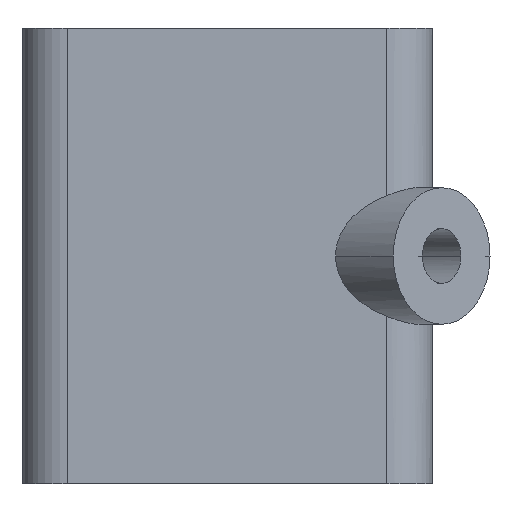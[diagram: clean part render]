
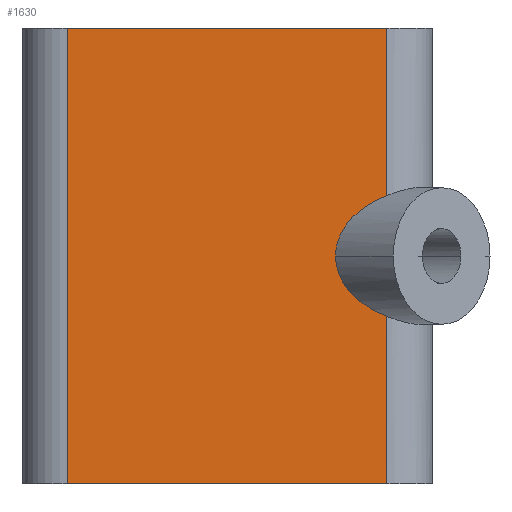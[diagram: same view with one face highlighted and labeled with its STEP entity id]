
A CAD part, front view. The second image highlights one B-rep face of the part: STEP entity #1630.
In plain terms, the highlighted planar face has unit normal (0, -1, 0).
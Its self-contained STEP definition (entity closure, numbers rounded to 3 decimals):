
#2 = VERTEX_POINT ( 'NONE', #380 ) ;
#42 = VERTEX_POINT ( 'NONE', #258 ) ;
#64 = CARTESIAN_POINT ( 'NONE',  ( 40., 0., 31.614 ) ) ;
#102 = DIRECTION ( 'NONE',  ( 0., 0., 1. ) ) ;
#106 = LINE ( 'NONE', #1393, #608 ) ;
#112 =( BOUNDED_CURVE ( )  B_SPLINE_CURVE ( 3, ( #1228, #1359, #309, #64 ),
 .UNSPECIFIED., .F., .T. ) 
 B_SPLINE_CURVE_WITH_KNOTS ( ( 4, 4 ),
 ( 3.142, 4.222 ),
 .UNSPECIFIED. ) 
 CURVE ( )  GEOMETRIC_REPRESENTATION_ITEM ( )  RATIONAL_B_SPLINE_CURVE ( ( 1., 0.905, 0.905, 1. ) ) 
 REPRESENTATION_ITEM ( '' )  );
#147 = VECTOR ( 'NONE', #294, 1000. ) ;
#167 = LINE ( 'NONE', #781, #147 ) ;
#231 = EDGE_CURVE ( 'NONE', #658, #42, #106, .T. ) ;
#258 = CARTESIAN_POINT ( 'NONE',  ( 40., 0., 50. ) ) ;
#266 = VECTOR ( 'NONE', #667, 1000. ) ;
#294 = DIRECTION ( 'NONE',  ( 0., 0., -1. ) ) ;
#299 = LINE ( 'NONE', #539, #266 ) ;
#309 = CARTESIAN_POINT ( 'NONE',  ( 36.458, 0., 30.276 ) ) ;
#321 = CARTESIAN_POINT ( 'NONE',  ( 40., 0., 18.386 ) ) ;
#354 = DIRECTION ( 'NONE',  ( 0., 1., 0. ) ) ;
#363 = CARTESIAN_POINT ( 'NONE',  ( 5., 0., 50. ) ) ;
#380 = CARTESIAN_POINT ( 'NONE',  ( 40., 0., 31.614 ) ) ;
#429 = EDGE_CURVE ( 'NONE', #42, #2, #299, .T. ) ;
#435 = EDGE_CURVE ( 'NONE', #658, #1425, #806, .T. ) ;
#463 = CARTESIAN_POINT ( 'NONE',  ( 34.393, 0., 22.16 ) ) ;
#497 = CARTESIAN_POINT ( 'NONE',  ( 5., 0., 50. ) ) ;
#531 = CARTESIAN_POINT ( 'NONE',  ( 5., 0., 0. ) ) ;
#539 = CARTESIAN_POINT ( 'NONE',  ( 40., 0., 50. ) ) ;
#585 = CARTESIAN_POINT ( 'NONE',  ( 5., 0., 0. ) ) ;
#588 = ORIENTED_EDGE ( 'NONE', *, *, #1109, .F. ) ;
#608 = VECTOR ( 'NONE', #1288, 1000. ) ;
#624 = ORIENTED_EDGE ( 'NONE', *, *, #231, .F. ) ;
#658 = VERTEX_POINT ( 'NONE', #497 ) ;
#667 = DIRECTION ( 'NONE',  ( 0., 0., -1. ) ) ;
#710 = CARTESIAN_POINT ( 'NONE',  ( 36.458, 0., 19.724 ) ) ;
#781 = CARTESIAN_POINT ( 'NONE',  ( 40., 0., 50. ) ) ;
#797 = EDGE_CURVE ( 'NONE', #1199, #1122, #865, .T. ) ;
#806 = LINE ( 'NONE', #812, #829 ) ;
#812 = CARTESIAN_POINT ( 'NONE',  ( 5., 0., 50. ) ) ;
#829 = VECTOR ( 'NONE', #939, 1000. ) ;
#839 = CARTESIAN_POINT ( 'NONE',  ( 40., 0., 18.386 ) ) ;
#865 =( BOUNDED_CURVE ( )  B_SPLINE_CURVE ( 3, ( #839, #710, #463, #1501 ),
 .UNSPECIFIED., .F., .T. ) 
 B_SPLINE_CURVE_WITH_KNOTS ( ( 4, 4 ),
 ( 2.062, 3.142 ),
 .UNSPECIFIED. ) 
 CURVE ( )  GEOMETRIC_REPRESENTATION_ITEM ( )  RATIONAL_B_SPLINE_CURVE ( ( 1., 0.905, 0.905, 1. ) ) 
 REPRESENTATION_ITEM ( '' )  );
#867 = VERTEX_POINT ( 'NONE', #1135 ) ;
#895 = ORIENTED_EDGE ( 'NONE', *, *, #1310, .T. ) ;
#939 = DIRECTION ( 'NONE',  ( 0., 0., -1. ) ) ;
#952 = ORIENTED_EDGE ( 'NONE', *, *, #1561, .T. ) ;
#981 = LINE ( 'NONE', #585, #1584 ) ;
#997 = PLANE ( 'NONE',  #1064 ) ;
#1064 = AXIS2_PLACEMENT_3D ( 'NONE', #363, #354, #102 ) ;
#1109 = EDGE_CURVE ( 'NONE', #1199, #867, #167, .T. ) ;
#1111 = DIRECTION ( 'NONE',  ( 1., 0., 0. ) ) ;
#1122 = VERTEX_POINT ( 'NONE', #1451 ) ;
#1135 = CARTESIAN_POINT ( 'NONE',  ( 40., 0., 0. ) ) ;
#1138 = FACE_OUTER_BOUND ( 'NONE', #1223, .T. ) ;
#1199 = VERTEX_POINT ( 'NONE', #321 ) ;
#1223 = EDGE_LOOP ( 'NONE', ( #588, #1566, #952, #1420, #624, #1554, #895 ) ) ;
#1228 = CARTESIAN_POINT ( 'NONE',  ( 34.393, 0., 25. ) ) ;
#1288 = DIRECTION ( 'NONE',  ( 1., 0., 0. ) ) ;
#1310 = EDGE_CURVE ( 'NONE', #1425, #867, #981, .T. ) ;
#1359 = CARTESIAN_POINT ( 'NONE',  ( 34.393, 0., 27.84 ) ) ;
#1393 = CARTESIAN_POINT ( 'NONE',  ( 5., 0., 50. ) ) ;
#1420 = ORIENTED_EDGE ( 'NONE', *, *, #429, .F. ) ;
#1425 = VERTEX_POINT ( 'NONE', #531 ) ;
#1451 = CARTESIAN_POINT ( 'NONE',  ( 34.393, 0., 25. ) ) ;
#1501 = CARTESIAN_POINT ( 'NONE',  ( 34.393, 0., 25. ) ) ;
#1554 = ORIENTED_EDGE ( 'NONE', *, *, #435, .T. ) ;
#1561 = EDGE_CURVE ( 'NONE', #1122, #2, #112, .T. ) ;
#1566 = ORIENTED_EDGE ( 'NONE', *, *, #797, .T. ) ;
#1584 = VECTOR ( 'NONE', #1111, 1000. ) ;
#1630 = ADVANCED_FACE ( 'NONE', ( #1138 ), #997, .F. ) ;
